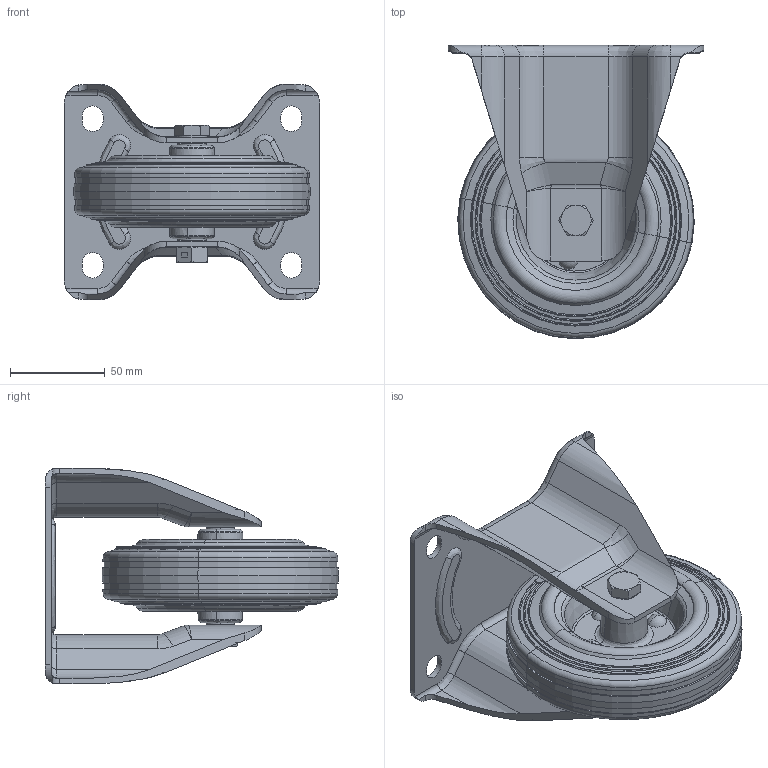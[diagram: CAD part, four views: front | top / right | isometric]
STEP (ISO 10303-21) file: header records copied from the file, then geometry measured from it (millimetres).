
FILE_DESCRIPTION (( 'STEP AP214' ), '1' );
FILE_NAME ('0040071_B-IS-SGS-125-R-GP.STEP', '2016-06-13T07:13:16', ( '' ), ( '' ), 'SwSTEP 2.0', 'SolidWorks 2016', '' );
FILE_SCHEMA (( 'AUTOMOTIVE_DESIGN' ));
Length unit declared in the file: millimetre
Products named in the file (1): 0040071_B-IS-SGS-125-R-GP
Bounding box: 135 x 154.99 x 114 mm (x, y, z)
Surface area: 149907.5 mm2 (no closed solid volume)
Topology: 0 solids, 21 shells, 639 faces, 1499 edges, 908 vertices
Faces by surface type: plane 167, bspline 149, cylinder 143, cone 102, torus 78
Entity records: 30010 total; most frequent: CARTESIAN_POINT 9154, ORIENTED_EDGE 2966, DIRECTION 2623, EDGE_CURVE 1483, AXIS2_PLACEMENT_3D 1067, VERTEX_POINT 908, EDGE_LOOP 707, UNCERTAINTY_MEASURE_WITH_UNIT 661
